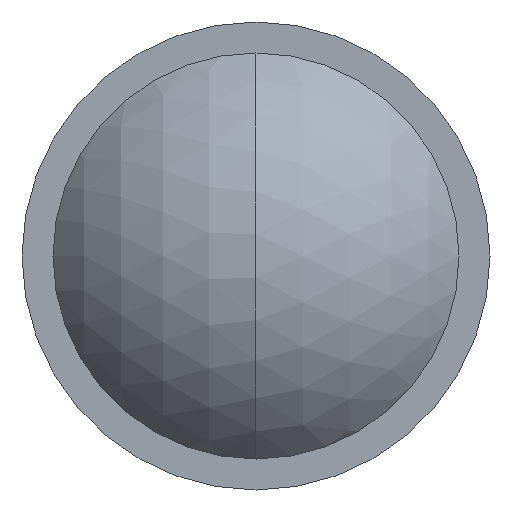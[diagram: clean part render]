
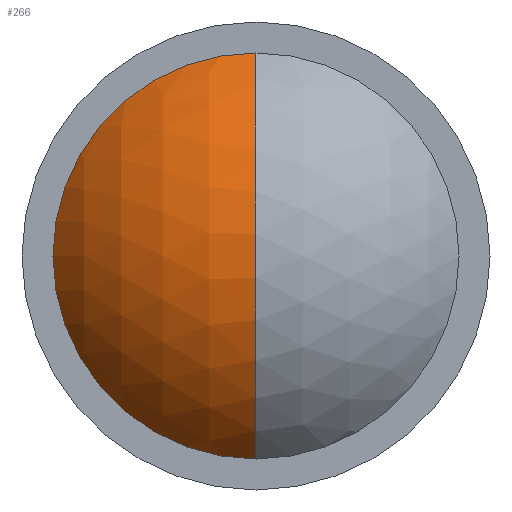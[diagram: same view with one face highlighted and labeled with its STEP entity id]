
A CAD part, left-side view. The second image highlights one B-rep face of the part: STEP entity #266.
In plain terms, the highlighted spherical face has radius 400 mm.
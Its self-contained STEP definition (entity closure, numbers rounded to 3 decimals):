
#25 = ORIENTED_EDGE ( 'NONE', *, *, #95, .F. ) ;
#29 = AXIS2_PLACEMENT_3D ( 'NONE', #151, #261, #131 ) ;
#35 = CIRCLE ( 'NONE', #29, 327.593 ) ;
#49 = CARTESIAN_POINT ( 'NONE',  ( -2315.473, 0., 0. ) ) ;
#59 = DIRECTION ( 'NONE',  ( 0., 1., 0. ) ) ;
#61 = SPHERICAL_SURFACE ( 'NONE', #300, 400. ) ;
#95 = EDGE_CURVE ( 'NONE', #255, #112, #35, .T. ) ;
#111 = DIRECTION ( 'NONE',  ( -1., 0., 0. ) ) ;
#112 = VERTEX_POINT ( 'NONE', #330 ) ;
#116 = EDGE_CURVE ( 'NONE', #255, #112, #218, .T. ) ;
#118 = EDGE_LOOP ( 'NONE', ( #25, #302 ) ) ;
#131 = DIRECTION ( 'NONE',  ( 0., 1., 0. ) ) ;
#151 = CARTESIAN_POINT ( 'NONE',  ( -2545., 0., 0. ) ) ;
#176 = CARTESIAN_POINT ( 'NONE',  ( -2315.473, 0., 0. ) ) ;
#218 = CIRCLE ( 'NONE', #278, 400. ) ;
#220 = DIRECTION ( 'NONE',  ( 0., 1., 0. ) ) ;
#255 = VERTEX_POINT ( 'NONE', #303 ) ;
#261 = DIRECTION ( 'NONE',  ( 1., 0., 0. ) ) ;
#266 = ADVANCED_FACE ( 'NONE', ( #308 ), #61, .T. ) ;
#278 = AXIS2_PLACEMENT_3D ( 'NONE', #49, #220, #111 ) ;
#300 = AXIS2_PLACEMENT_3D ( 'NONE', #176, #59, #338 ) ;
#302 = ORIENTED_EDGE ( 'NONE', *, *, #116, .T. ) ;
#303 = CARTESIAN_POINT ( 'NONE',  ( -2545., 0., -327.593 ) ) ;
#308 = FACE_OUTER_BOUND ( 'NONE', #118, .T. ) ;
#330 = CARTESIAN_POINT ( 'NONE',  ( -2545., 0., 327.593 ) ) ;
#338 = DIRECTION ( 'NONE',  ( 1., 0., 0. ) ) ;
